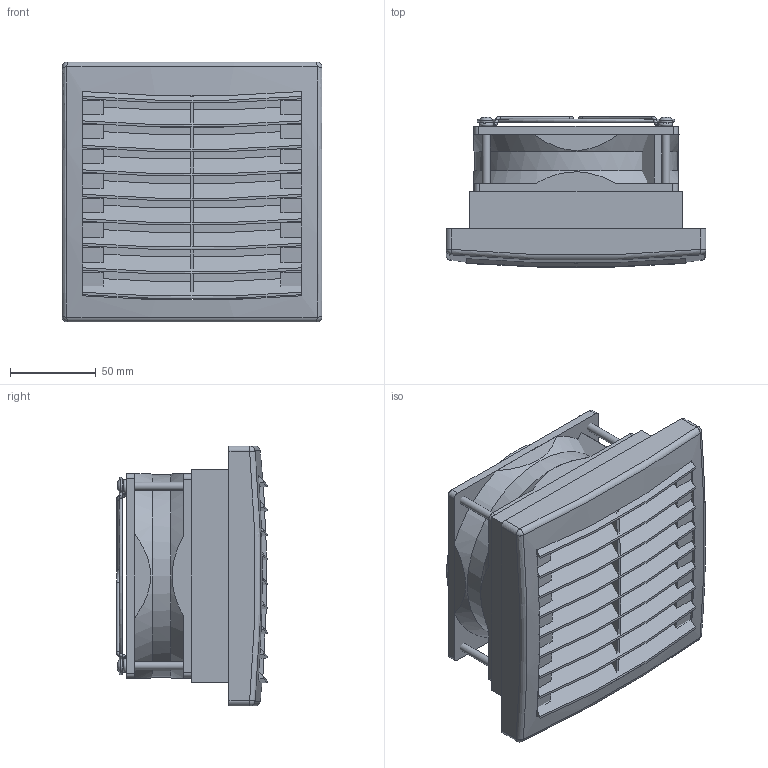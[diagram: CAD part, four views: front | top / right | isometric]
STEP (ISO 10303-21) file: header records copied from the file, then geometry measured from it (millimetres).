
FILE_DESCRIPTION (( 'STEP AP214' ), '1' );
FILE_NAME ('018710-30_NEW.STEP', '2019-08-02T20:23:38', ( '' ), ( '' ), 'SwSTEP 2.0', 'SolidWorks 2018', '' );
FILE_SCHEMA (( 'AUTOMOTIVE_DESIGN' ));
Length unit declared in the file: inch
Products named in the file (1): 018710-30_NEW
Bounding box: 152 x 88.2 x 152 mm (x, y, z)
Volume: 808657.2 mm3; surface area: 199980.9 mm2
Topology: 13 solids, 13 shells, 521 faces, 1436 edges, 941 vertices
Faces by surface type: plane 249, cylinder 162, bspline 63, torus 40, sphere 4, cone 3
Full cylindrical faces by diameter (mm): 1.8 x16, 4.731 x4, 7.8 x4, 52.832 x1, 111.679 x1, 113.032 x1, 118.662 x1
Entity records: 21516 total; most frequent: CARTESIAN_POINT 9224, ORIENTED_EDGE 2626, DIRECTION 2164, EDGE_CURVE 1313, VERTEX_POINT 888, AXIS2_PLACEMENT_3D 744, VECTOR 676, LINE 676
